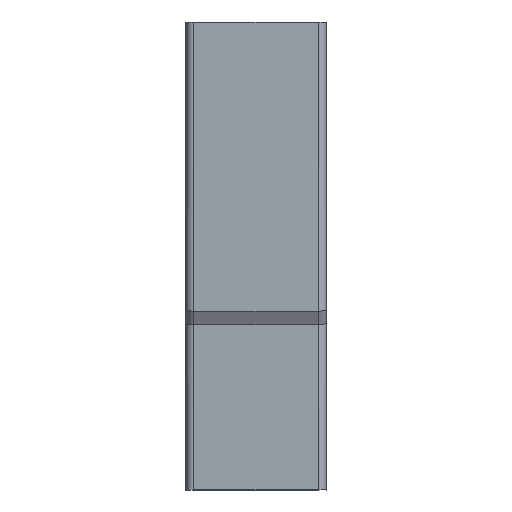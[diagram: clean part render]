
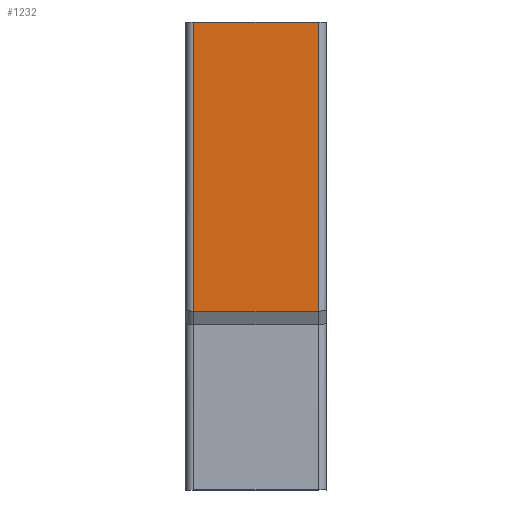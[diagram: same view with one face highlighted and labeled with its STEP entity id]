
A CAD part, front view. The second image highlights one B-rep face of the part: STEP entity #1232.
In plain terms, the highlighted planar face has unit normal (0, -1, 0).
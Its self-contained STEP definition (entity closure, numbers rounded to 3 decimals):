
#1205=AXIS2_PLACEMENT_3D('Plane Axis2P3D',#1202,#1203,#1204) ;
#947=CARTESIAN_POINT('Vertex',(8.5,0.,11.466)) ;
#954=CARTESIAN_POINT('Vertex',(8.5,0.,30.)) ;
#957=CARTESIAN_POINT('Line Origine',(8.5,0.,15.)) ;
#1202=CARTESIAN_POINT('Axis2P3D Location',(9.,0.,0.)) ;
#1207=CARTESIAN_POINT('Line Origine',(0.5,0.,20.733)) ;
#1211=CARTESIAN_POINT('Vertex',(0.5,0.,30.)) ;
#1213=CARTESIAN_POINT('Vertex',(0.5,0.,11.466)) ;
#1216=CARTESIAN_POINT('Line Origine',(4.5,0.,11.466)) ;
#1221=CARTESIAN_POINT('Line Origine',(4.5,0.,30.)) ;
#958=DIRECTION('Vector Direction',(0.,0.,1.)) ;
#1203=DIRECTION('Axis2P3D Direction',(0.,1.,-0.)) ;
#1204=DIRECTION('Axis2P3D XDirection',(-1.,0.,0.)) ;
#1208=DIRECTION('Vector Direction',(0.,0.,1.)) ;
#1217=DIRECTION('Vector Direction',(-1.,0.,0.)) ;
#1222=DIRECTION('Vector Direction',(-1.,0.,0.)) ;
#959=VECTOR('Line Direction',#958,1.) ;
#1209=VECTOR('Line Direction',#1208,1.) ;
#1218=VECTOR('Line Direction',#1217,1.) ;
#1223=VECTOR('Line Direction',#1222,1.) ;
#1227=ORIENTED_EDGE('',*,*,#1215,.T.) ;
#1228=ORIENTED_EDGE('',*,*,#1220,.T.) ;
#1229=ORIENTED_EDGE('',*,*,#961,.F.) ;
#1230=ORIENTED_EDGE('',*,*,#1225,.T.) ;
#1232=ADVANCED_FACE('V1',(#1231),#1206,.F.) ;
#961=EDGE_CURVE('',#955,#948,#960,.F.) ;
#1215=EDGE_CURVE('',#1212,#1214,#1210,.F.) ;
#1220=EDGE_CURVE('',#1214,#948,#1219,.F.) ;
#1225=EDGE_CURVE('',#955,#1212,#1224,.T.) ;
#1226=EDGE_LOOP('',(#1227,#1228,#1229,#1230)) ;
#1231=FACE_OUTER_BOUND('',#1226,.T.) ;
#960=LINE('Line',#957,#959) ;
#1210=LINE('Line',#1207,#1209) ;
#1219=LINE('Line',#1216,#1218) ;
#1224=LINE('Line',#1221,#1223) ;
#1206=PLANE('',#1205) ;
#948=VERTEX_POINT('',#947) ;
#955=VERTEX_POINT('',#954) ;
#1212=VERTEX_POINT('',#1211) ;
#1214=VERTEX_POINT('',#1213) ;
